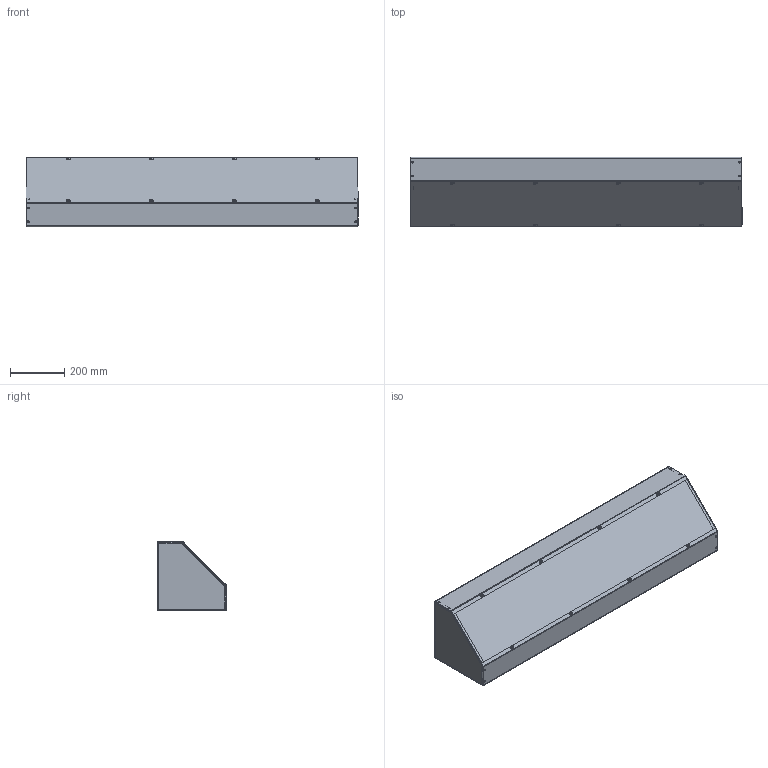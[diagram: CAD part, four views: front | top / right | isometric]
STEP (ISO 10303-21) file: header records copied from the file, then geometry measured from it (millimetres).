
FILE_DESCRIPTION (( 'STEP AP214' ), '1' );
FILE_NAME ('S101048ATNK.STEP', '2021-09-24T19:23:58', ( '' ), ( '' ), 'SwSTEP 2.0', 'SolidWorks 2021', '' );
FILE_SCHEMA (( 'AUTOMOTIVE_DESIGN' ));
Length unit declared in the file: inch
Products named in the file (1): S101048ATNK
Bounding box: 1219.2 x 256.03 x 256.03 mm (x, y, z)
Volume: 2348641.6 mm3; surface area: 2519909.9 mm2
Topology: 32 solids, 32 shells, 1724 faces, 4156 edges, 2504 vertices
Faces by surface type: cone 480, cylinder 472, plane 396, bspline 304, torus 72
Entity records: 81773 total; most frequent: CARTESIAN_POINT 18973, DIRECTION 8778, ORIENTED_EDGE 8232, EDGE_CURVE 4116, AXIS2_PLACEMENT_3D 3589, VERTEX_POINT 2504, CIRCLE 2168, EDGE_LOOP 1900
